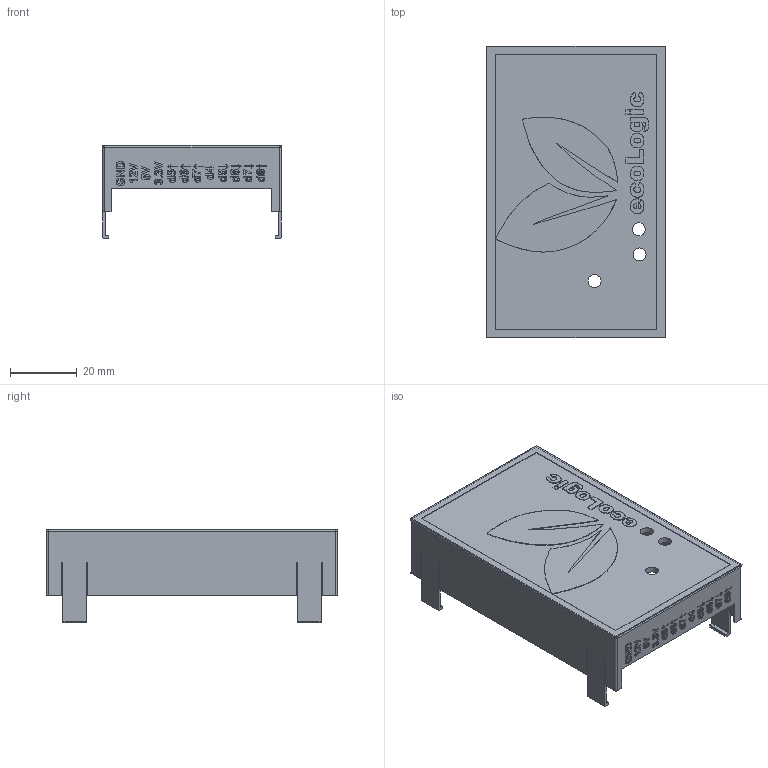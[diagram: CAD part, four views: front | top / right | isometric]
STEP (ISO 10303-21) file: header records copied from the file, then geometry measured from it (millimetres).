
FILE_DESCRIPTION(/* description */ (''),/* implementation_level */ '2;1');
FILE_NAME(/* name */ 'lid.step',/* time_stamp */ '2025-12-14T13:28:50+02:00',/* author */ (''),/* organization */ (''),/* preprocessor_version */ 'ST-DEVELOPER v20.1',/* originating_system */ 'Autodesk Translation Framework v14.21.0.0',/* authorisation */ '');
FILE_SCHEMA (('AUTOMOTIVE_DESIGN { 1 0 10303 214 3 1 1 }'));
Length unit declared in the file: millimetre
Products named in the file (2): v3; top_shell
Assembly tree (1 placements, depth 2):
  v3
    top_shell
Bounding box: 53.6 x 87.6 x 28.2 mm (x, y, z)
Volume: 15819 mm3; surface area: 19552.9 mm2
Topology: 1 solids, 1 shells, 1216 faces, 3381 edges, 2250 vertices
Faces by surface type: bspline 641, plane 544, cylinder 27, sphere 4
Full cylindrical faces by diameter (mm): 3.9 x3, 6 x1
Entity records: 44456 total; most frequent: CARTESIAN_POINT 17635, ORIENTED_EDGE 6762, EDGE_CURVE 3381, DIRECTION 3311, VERTEX_POINT 2250, LINE 2043, VECTOR 2043, EDGE_LOOP 1331
